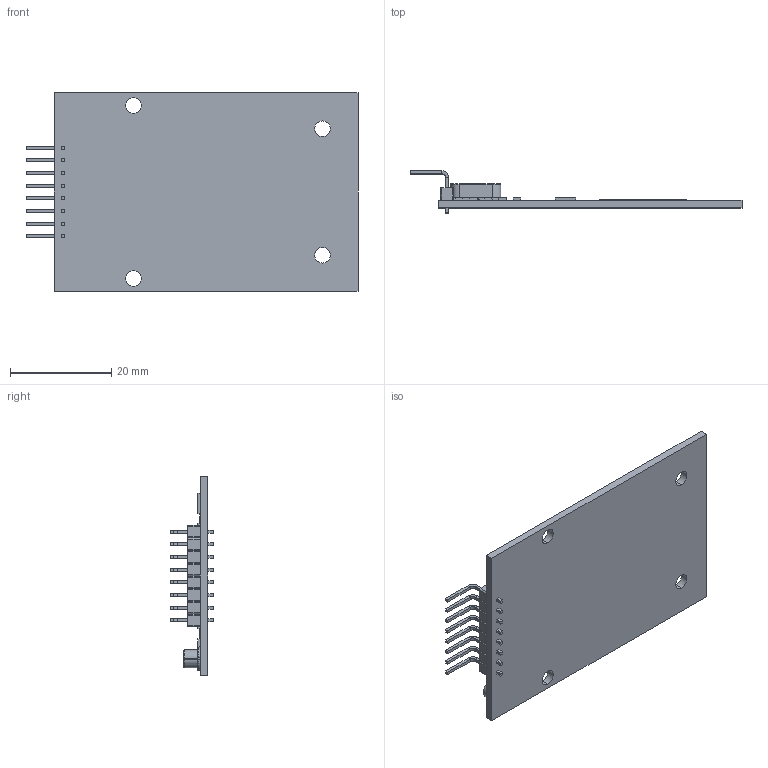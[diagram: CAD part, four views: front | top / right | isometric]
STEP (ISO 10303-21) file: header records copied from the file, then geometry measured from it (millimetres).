
FILE_DESCRIPTION (( 'STEP AP214' ), '1' );
FILE_NAME ('Part1.STEP', '2022-03-19T04:11:25', ( '' ), ( '' ), 'SwSTEP 2.0', 'SolidWorks 2020', '' );
FILE_SCHEMA (( 'AUTOMOTIVE_DESIGN' ));
Length unit declared in the file: millimetre
Products named in the file (1): Part1
Bounding box: 65.45 x 8.3 x 39.2 mm (x, y, z)
Volume: 3821.8 mm3; surface area: 5546.6 mm2
Topology: 1 solids, 1 shells, 440 faces, 1064 edges, 680 vertices
Faces by surface type: plane 310, cylinder 118, torus 12
Entity records: 15866 total; most frequent: DIRECTION 2194, CARTESIAN_POINT 2185, ORIENTED_EDGE 2128, EDGE_CURVE 1064, LINE 816, VECTOR 816, AXIS2_PLACEMENT_3D 689, VERTEX_POINT 680
